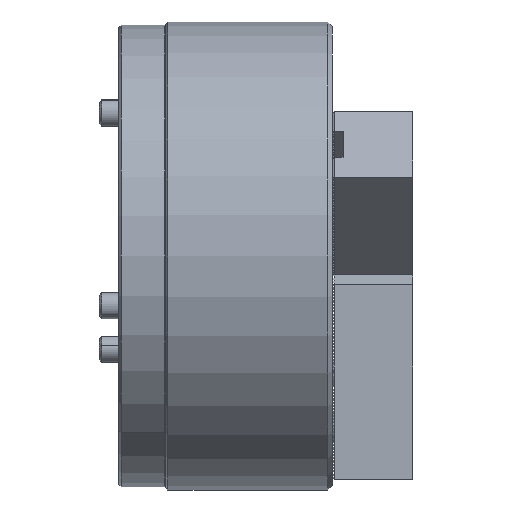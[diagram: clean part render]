
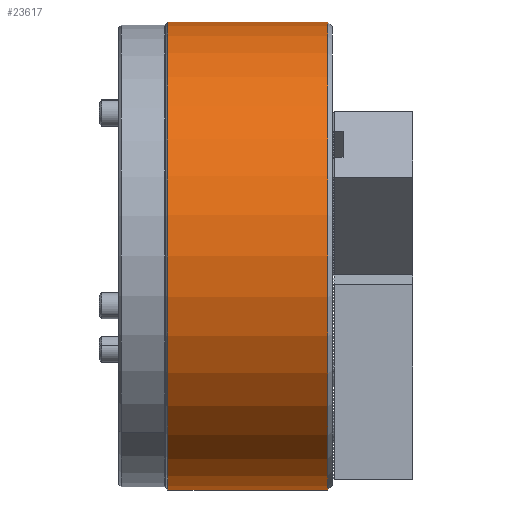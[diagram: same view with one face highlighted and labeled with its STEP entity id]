
A CAD part, front view. The second image highlights one B-rep face of the part: STEP entity #23617.
In plain terms, the highlighted cylindrical face has radius 107.5 mm (diameter 215 mm), a partial arc.
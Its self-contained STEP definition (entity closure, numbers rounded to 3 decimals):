
#758 = DIRECTION ( 'NONE',  ( 1., 0., 0. ) ) ;
#2437 = DIRECTION ( 'NONE',  ( 0., 0., 1. ) ) ;
#2637 = CARTESIAN_POINT ( 'NONE',  ( 1., 0., -107.5 ) ) ;
#2681 = ORIENTED_EDGE ( 'NONE', *, *, #11308, .T. ) ;
#3202 = DIRECTION ( 'NONE',  ( -1., 0., 0. ) ) ;
#3688 = AXIS2_PLACEMENT_3D ( 'NONE', #20234, #3202, #23098 ) ;
#4615 = ORIENTED_EDGE ( 'NONE', *, *, #22712, .T. ) ;
#4877 = ORIENTED_EDGE ( 'NONE', *, *, #17129, .T. ) ;
#8155 = EDGE_CURVE ( 'NONE', #18273, #19017, #32961, .T. ) ;
#9036 = FACE_OUTER_BOUND ( 'NONE', #29594, .T. ) ;
#9519 = AXIS2_PLACEMENT_3D ( 'NONE', #17808, #758, #20668 ) ;
#10003 = VECTOR ( 'NONE', #24400, 1000. ) ;
#10097 = CARTESIAN_POINT ( 'NONE',  ( 74.5, 0., -107.5 ) ) ;
#11308 = EDGE_CURVE ( 'NONE', #34513, #25544, #17604, .T. ) ;
#13762 = CARTESIAN_POINT ( 'NONE',  ( 76.5, 0., 0. ) ) ;
#13894 = DIRECTION ( 'NONE',  ( -1., 0., 0. ) ) ;
#14011 = DIRECTION ( 'NONE',  ( -1., 0., 0. ) ) ;
#17129 = EDGE_CURVE ( 'NONE', #18273, #34513, #35188, .T. ) ;
#17604 = LINE ( 'NONE', #32428, #10003 ) ;
#17808 = CARTESIAN_POINT ( 'NONE',  ( 1., 0., 0. ) ) ;
#18273 = VERTEX_POINT ( 'NONE', #10097 ) ;
#19017 = VERTEX_POINT ( 'NONE', #2637 ) ;
#20234 = CARTESIAN_POINT ( 'NONE',  ( 74.5, 0., 0. ) ) ;
#20668 = DIRECTION ( 'NONE',  ( 0., 0., -1. ) ) ;
#22712 = EDGE_CURVE ( 'NONE', #25544, #19017, #33061, .T. ) ;
#23098 = DIRECTION ( 'NONE',  ( 0., 0., -1. ) ) ;
#23320 = CYLINDRICAL_SURFACE ( 'NONE', #30765, 107.5 ) ;
#23617 = ADVANCED_FACE ( 'NONE', ( #9036 ), #23320, .T. ) ;
#24400 = DIRECTION ( 'NONE',  ( -1., 0., 0. ) ) ;
#25408 = VECTOR ( 'NONE', #14011, 1000. ) ;
#25544 = VERTEX_POINT ( 'NONE', #29581 ) ;
#29581 = CARTESIAN_POINT ( 'NONE',  ( 1., 0., 107.5 ) ) ;
#29594 = EDGE_LOOP ( 'NONE', ( #34607, #4877, #2681, #4615 ) ) ;
#30765 = AXIS2_PLACEMENT_3D ( 'NONE', #13762, #13894, #2437 ) ;
#32428 = CARTESIAN_POINT ( 'NONE',  ( 76.5, 0., 107.5 ) ) ;
#32961 = LINE ( 'NONE', #34624, #25408 ) ;
#33061 = CIRCLE ( 'NONE', #9519, 107.5 ) ;
#34179 = CARTESIAN_POINT ( 'NONE',  ( 74.5, 0., 107.5 ) ) ;
#34513 = VERTEX_POINT ( 'NONE', #34179 ) ;
#34607 = ORIENTED_EDGE ( 'NONE', *, *, #8155, .F. ) ;
#34624 = CARTESIAN_POINT ( 'NONE',  ( 76.5, 0., -107.5 ) ) ;
#35188 = CIRCLE ( 'NONE', #3688, 107.5 ) ;
